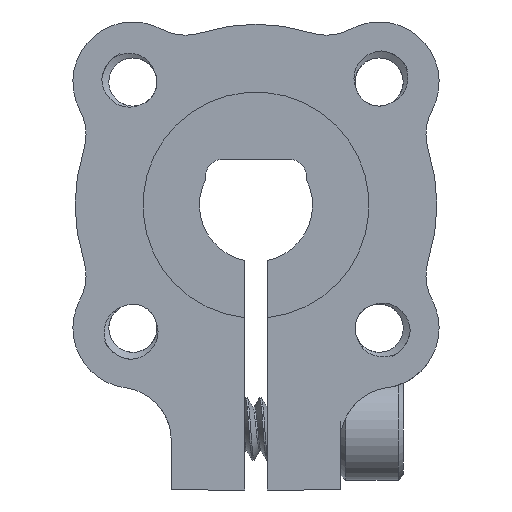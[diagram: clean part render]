
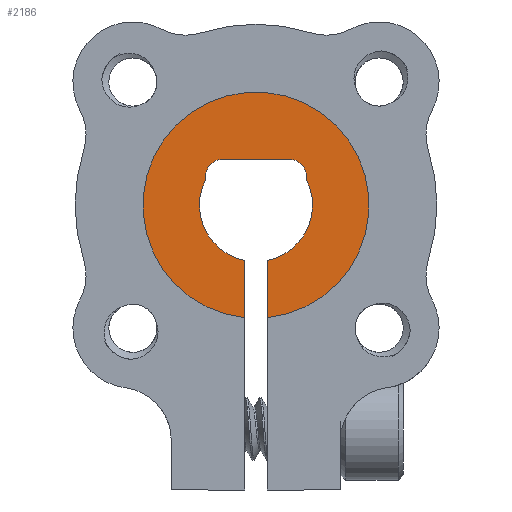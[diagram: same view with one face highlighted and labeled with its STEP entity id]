
A CAD part, front view. The second image highlights one B-rep face of the part: STEP entity #2186.
In plain terms, the highlighted planar face has unit normal (0, -1, 0).
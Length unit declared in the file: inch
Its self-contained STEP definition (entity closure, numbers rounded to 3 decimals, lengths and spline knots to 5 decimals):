
#197 = VERTEX_POINT ( 'NONE', #3575 ) ;
#290 = PLANE ( 'NONE',  #16072 ) ;
#326 = CIRCLE ( 'NONE', #927, 0.25 ) ;
#685 = ORIENTED_EDGE ( 'NONE', *, *, #10225, .F. ) ;
#740 = CIRCLE ( 'NONE', #12685, 0.125 ) ;
#927 = AXIS2_PLACEMENT_3D ( 'NONE', #17280, #8576, #18905 ) ;
#1133 = CARTESIAN_POINT ( 'NONE',  ( 0.07254, 0., 0.06243 ) ) ;
#1267 = ORIENTED_EDGE ( 'NONE', *, *, #6825, .F. ) ;
#1809 = EDGE_CURVE ( 'NONE', #197, #13661, #5486, .T. ) ;
#2186 = ADVANCED_FACE ( 'NONE', ( #13301 ), #290, .F. ) ;
#2250 = DIRECTION ( 'NONE',  ( 0., 0., -1. ) ) ;
#2843 = AXIS2_PLACEMENT_3D ( 'NONE', #13248, #4461, #3076 ) ;
#2960 = AXIS2_PLACEMENT_3D ( 'NONE', #1133, #18661, #18727 ) ;
#2994 = DIRECTION ( 'NONE',  ( 0., 0., -1. ) ) ;
#3076 = DIRECTION ( 'NONE',  ( 0., 0., -1. ) ) ;
#3340 = CIRCLE ( 'NONE', #2960, 0.03937 ) ;
#3531 = EDGE_CURVE ( 'NONE', #13900, #18483, #10952, .T. ) ;
#3575 = CARTESIAN_POINT ( 'NONE',  ( 0.025, 0., -0.12247 ) ) ;
#3624 = CARTESIAN_POINT ( 'NONE',  ( 0., 0., 0. ) ) ;
#3747 = EDGE_CURVE ( 'NONE', #13900, #13661, #326, .T. ) ;
#3786 = ORIENTED_EDGE ( 'NONE', *, *, #4610, .F. ) ;
#4075 = VECTOR ( 'NONE', #6254, 39.37008 ) ;
#4461 = DIRECTION ( 'NONE',  ( 0., -1., 0. ) ) ;
#4610 = EDGE_CURVE ( 'NONE', #197, #18014, #740, .T. ) ;
#4820 = CARTESIAN_POINT ( 'NONE',  ( 0.025, 0., -0.39922 ) ) ;
#5486 = LINE ( 'NONE', #4820, #12346 ) ;
#6157 = CARTESIAN_POINT ( 'NONE',  ( 0., 0., 0. ) ) ;
#6254 = DIRECTION ( 'NONE',  ( 0., 0., 1. ) ) ;
#6688 = EDGE_CURVE ( 'NONE', #12271, #18483, #16135, .T. ) ;
#6825 = EDGE_CURVE ( 'NONE', #18014, #16609, #3340, .T. ) ;
#7712 = CARTESIAN_POINT ( 'NONE',  ( 0.07254, 0., 0.1018 ) ) ;
#7756 = VECTOR ( 'NONE', #18417, 39.37008 ) ;
#8286 = AXIS2_PLACEMENT_3D ( 'NONE', #3624, #13890, #2250 ) ;
#8575 = CARTESIAN_POINT ( 'NONE',  ( -0.025, 0., -0.24875 ) ) ;
#8576 = DIRECTION ( 'NONE',  ( 0., 1., 0. ) ) ;
#9236 = DIRECTION ( 'NONE',  ( 0., 0., -1. ) ) ;
#9554 = CARTESIAN_POINT ( 'NONE',  ( -0.11147, 0., 0.05657 ) ) ;
#10225 = EDGE_CURVE ( 'NONE', #17002, #12271, #11653, .T. ) ;
#10643 = DIRECTION ( 'NONE',  ( 0., 0., 1. ) ) ;
#10952 = LINE ( 'NONE', #15037, #4075 ) ;
#11653 = CIRCLE ( 'NONE', #2843, 0.03937 ) ;
#11728 = CARTESIAN_POINT ( 'NONE',  ( -0.07254, 0., 0.1018 ) ) ;
#11817 = DIRECTION ( 'NONE',  ( 0., -1., 0. ) ) ;
#12271 = VERTEX_POINT ( 'NONE', #9554 ) ;
#12346 = VECTOR ( 'NONE', #9236, 39.37008 ) ;
#12685 = AXIS2_PLACEMENT_3D ( 'NONE', #19213, #11817, #2994 ) ;
#12711 = ORIENTED_EDGE ( 'NONE', *, *, #17011, .T. ) ;
#12731 = ORIENTED_EDGE ( 'NONE', *, *, #1809, .T. ) ;
#13227 = EDGE_LOOP ( 'NONE', ( #12711, #1267, #3786, #12731, #15954, #14835, #16222, #685 ) ) ;
#13248 = CARTESIAN_POINT ( 'NONE',  ( -0.07254, 0., 0.06243 ) ) ;
#13301 = FACE_OUTER_BOUND ( 'NONE', #13227, .T. ) ;
#13661 = VERTEX_POINT ( 'NONE', #18436 ) ;
#13688 = LINE ( 'NONE', #13923, #7756 ) ;
#13890 = DIRECTION ( 'NONE',  ( 0., -1., 0. ) ) ;
#13900 = VERTEX_POINT ( 'NONE', #8575 ) ;
#13923 = CARTESIAN_POINT ( 'NONE',  ( 0., 0., 0.1018 ) ) ;
#14835 = ORIENTED_EDGE ( 'NONE', *, *, #3531, .T. ) ;
#15037 = CARTESIAN_POINT ( 'NONE',  ( -0.025, 0., -0.39922 ) ) ;
#15954 = ORIENTED_EDGE ( 'NONE', *, *, #3747, .F. ) ;
#16072 = AXIS2_PLACEMENT_3D ( 'NONE', #6157, #16551, #10643 ) ;
#16135 = CIRCLE ( 'NONE', #8286, 0.125 ) ;
#16222 = ORIENTED_EDGE ( 'NONE', *, *, #6688, .F. ) ;
#16551 = DIRECTION ( 'NONE',  ( 0., 1., 0. ) ) ;
#16609 = VERTEX_POINT ( 'NONE', #7712 ) ;
#17002 = VERTEX_POINT ( 'NONE', #11728 ) ;
#17011 = EDGE_CURVE ( 'NONE', #17002, #16609, #13688, .T. ) ;
#17280 = CARTESIAN_POINT ( 'NONE',  ( 0., 0., 0. ) ) ;
#17439 = CARTESIAN_POINT ( 'NONE',  ( -0.025, 0., -0.12247 ) ) ;
#18014 = VERTEX_POINT ( 'NONE', #18745 ) ;
#18417 = DIRECTION ( 'NONE',  ( 1., 0., 0. ) ) ;
#18436 = CARTESIAN_POINT ( 'NONE',  ( 0.025, 0., -0.24875 ) ) ;
#18483 = VERTEX_POINT ( 'NONE', #17439 ) ;
#18661 = DIRECTION ( 'NONE',  ( 0., -1., 0. ) ) ;
#18727 = DIRECTION ( 'NONE',  ( 0., 0., 1. ) ) ;
#18745 = CARTESIAN_POINT ( 'NONE',  ( 0.11147, 0., 0.05657 ) ) ;
#18905 = DIRECTION ( 'NONE',  ( 0., 0., 1. ) ) ;
#19213 = CARTESIAN_POINT ( 'NONE',  ( 0., 0., 0. ) ) ;
